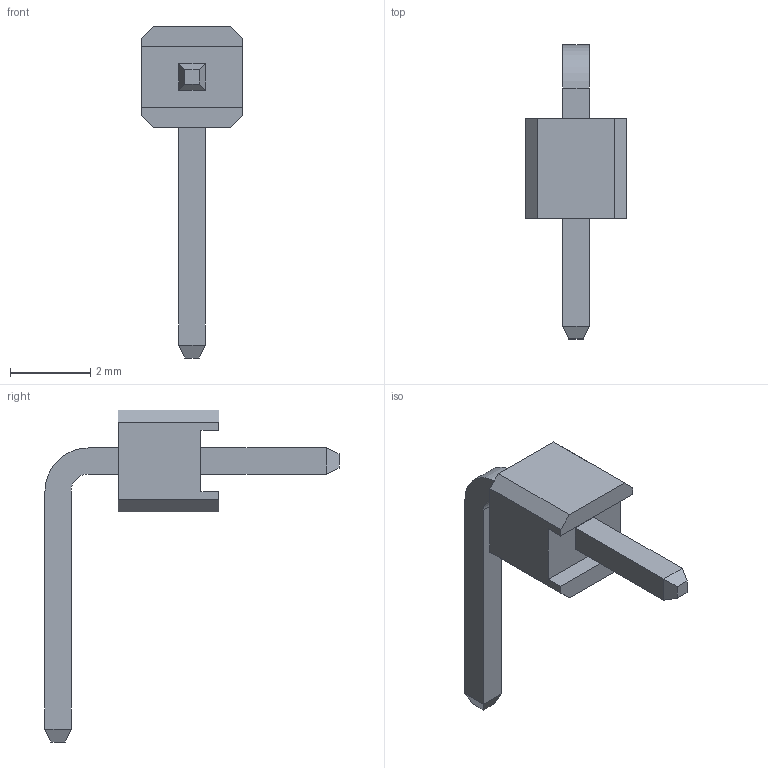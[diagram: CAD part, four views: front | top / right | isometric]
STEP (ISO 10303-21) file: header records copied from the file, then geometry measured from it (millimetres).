
FILE_DESCRIPTION (( 'STEP AP214' ), '1' );
FILE_NAME ('Right Angel Pin Header 1 Way.STEP', '2025-06-30T14:44:39', ( '' ), ( '' ), 'SwSTEP 2.0', 'SolidWorks 2025', '' );
FILE_SCHEMA (( 'AUTOMOTIVE_DESIGN' ));
Length unit declared in the file: millimetre
Products named in the file (1): Right Angel Pin Header 1 Way
Bounding box: 2.54 x 7.33 x 8.27 mm (x, y, z)
Volume: 18.8 mm3; surface area: 66.4 mm2
Topology: 1 solids, 1 shells, 36 faces, 88 edges, 56 vertices
Faces by surface type: plane 34, cylinder 2
Entity records: 1209 total; most frequent: CARTESIAN_POINT 181, ORIENTED_EDGE 176, DIRECTION 166, EDGE_CURVE 88, LINE 84, VECTOR 84, VERTEX_POINT 56, AXIS2_PLACEMENT_3D 41
